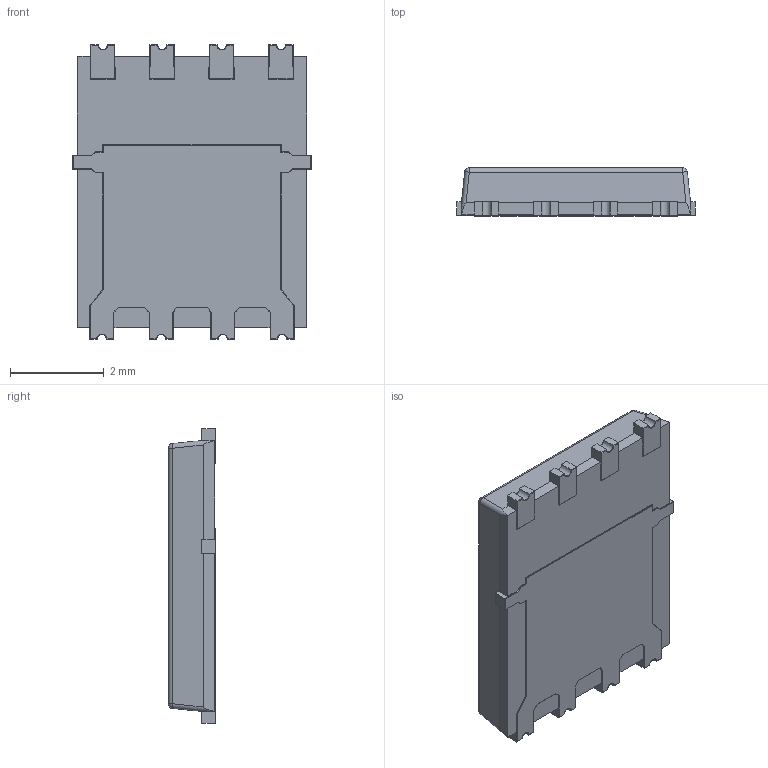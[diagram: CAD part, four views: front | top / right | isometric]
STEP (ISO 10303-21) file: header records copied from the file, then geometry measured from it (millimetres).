
FILE_DESCRIPTION (( 'STEP AP214' ), '1' );
FILE_NAME ('FDWS86368-F085.STEP', '2025-01-09T09:27:36', ( '' ), ( '' ), 'SwSTEP 2.0', 'SolidWorks 2021', '' );
FILE_SCHEMA (( 'AUTOMOTIVE_DESIGN' ));
Length unit declared in the file: millimetre
Products named in the file (1): FDWS86368-F085
Bounding box: 5.1 x 1.02 x 6.3 mm (x, y, z)
Volume: 28.4 mm3; surface area: 79.5 mm2
Topology: 1 solids, 1 shells, 251 faces, 638 edges, 390 vertices
Faces by surface type: plane 213, cylinder 22, cone 12, sphere 4
Entity records: 9691 total; most frequent: CARTESIAN_POINT 1364, ORIENTED_EDGE 1276, DIRECTION 1170, EDGE_CURVE 638, LINE 554, VECTOR 554, VERTEX_POINT 390, AXIS2_PLACEMENT_3D 308
